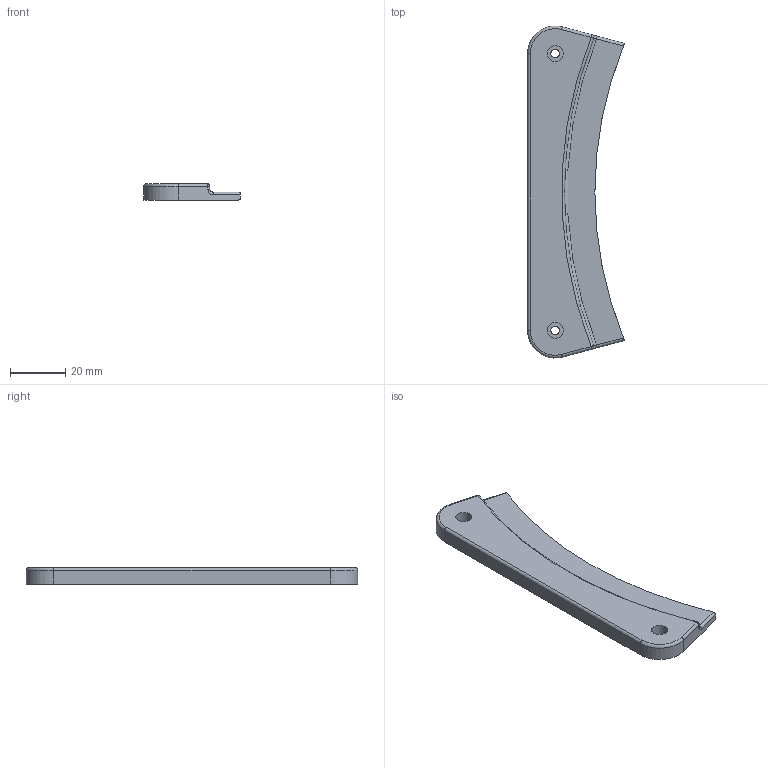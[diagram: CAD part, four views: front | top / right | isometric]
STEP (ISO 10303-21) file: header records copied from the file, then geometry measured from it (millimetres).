
FILE_DESCRIPTION (( 'STEP AP203' ), '1' );
FILE_NAME ('bed-rest.step', '2016-02-29T21:22:38', ( '' ), ( '' ), 'SwSTEP 2.0', 'SolidWorks 2015', '' );
FILE_SCHEMA (( 'CONFIG_CONTROL_DESIGN' ));
Length unit declared in the file: millimetre
Products named in the file (1): bed-rest
Bounding box: 35.02 x 119.95 x 6 mm (x, y, z)
Volume: 15402.2 mm3; surface area: 8111.8 mm2
Topology: 1 solids, 1 shells, 40 faces, 92 edges, 56 vertices
Faces by surface type: cylinder 21, plane 8, torus 5, sphere 4, bspline 2
Entity records: 1354 total; most frequent: CARTESIAN_POINT 343, DIRECTION 213, ORIENTED_EDGE 184, EDGE_CURVE 92, AXIS2_PLACEMENT_3D 90, VERTEX_POINT 56, CIRCLE 51, EDGE_LOOP 46
